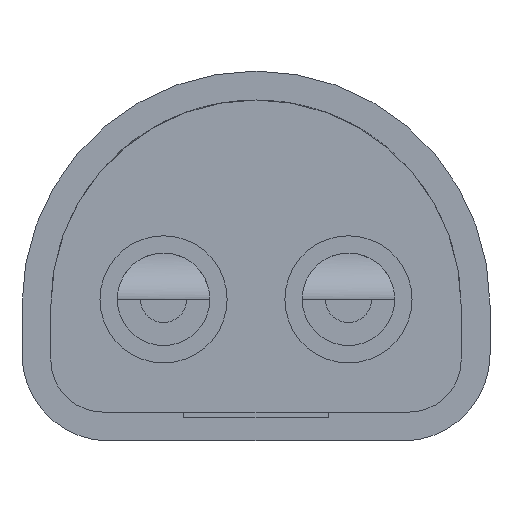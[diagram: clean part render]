
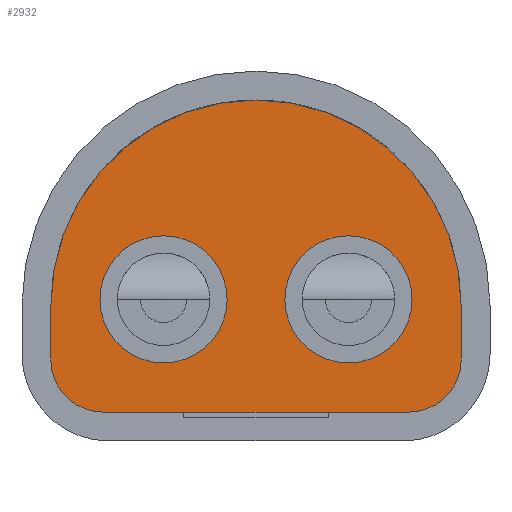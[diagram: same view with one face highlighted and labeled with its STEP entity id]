
A CAD part, front view. The second image highlights one B-rep face of the part: STEP entity #2932.
In plain terms, the highlighted planar face has unit normal (0, -1, 0).
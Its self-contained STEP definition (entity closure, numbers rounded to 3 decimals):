
#639=CARTESIAN_POINT('',(-1.6,-1.,0.));
#640=DIRECTION('',(0.,1.,0.));
#641=DIRECTION('',(-1.,0.,0.));
#642=AXIS2_PLACEMENT_3D('',#639,#640,#641);
#644=CARTESIAN_POINT('',(-1.6,-1.,0.));
#645=DIRECTION('',(0.,1.,0.));
#646=DIRECTION('',(1.,0.,0.));
#647=AXIS2_PLACEMENT_3D('',#644,#645,#646);
#649=CARTESIAN_POINT('',(1.6,-1.,0.));
#650=DIRECTION('',(0.,1.,0.));
#651=DIRECTION('',(-1.,0.,0.));
#652=AXIS2_PLACEMENT_3D('',#649,#650,#651);
#654=CARTESIAN_POINT('',(1.6,-1.,0.));
#655=DIRECTION('',(0.,1.,0.));
#656=DIRECTION('',(1.,0.,0.));
#657=AXIS2_PLACEMENT_3D('',#654,#655,#656);
#659=CARTESIAN_POINT('',(2.65,-1.,-1.05));
#660=DIRECTION('',(0.,-1.,0.));
#661=DIRECTION('',(0.,0.,-1.));
#662=AXIS2_PLACEMENT_3D('',#659,#660,#661);
#664=DIRECTION('',(-1.,0.,0.));
#665=VECTOR('',#664,5.3);
#666=CARTESIAN_POINT('',(2.65,-1.,-1.95));
#667=LINE('',#666,#665);
#668=CARTESIAN_POINT('',(-2.65,-1.,-1.05));
#669=DIRECTION('',(0.,-1.,0.));
#670=DIRECTION('',(-1.,0.,0.));
#671=AXIS2_PLACEMENT_3D('',#668,#669,#670);
#673=DIRECTION('',(0.,0.,1.));
#674=VECTOR('',#673,0.95);
#675=CARTESIAN_POINT('',(-3.55,-1.,-1.05));
#676=LINE('',#675,#674);
#677=CARTESIAN_POINT('',(0.,-1.,-0.1));
#678=DIRECTION('',(0.,1.,0.));
#679=DIRECTION('',(-1.,0.,0.));
#680=AXIS2_PLACEMENT_3D('',#677,#678,#679);
#682=DIRECTION('',(0.,0.,-1.));
#683=VECTOR('',#682,0.95);
#684=CARTESIAN_POINT('',(3.55,-1.,-0.1));
#685=LINE('',#684,#683);
#2377=CARTESIAN_POINT('',(-3.55,-1.,-0.1));
#2378=CARTESIAN_POINT('',(3.55,-1.,-0.1));
#2379=VERTEX_POINT('',#2377);
#2380=VERTEX_POINT('',#2378);
#2401=CARTESIAN_POINT('',(-2.2,-1.,0.));
#2402=CARTESIAN_POINT('',(-1.,-1.,0.));
#2403=VERTEX_POINT('',#2401);
#2404=VERTEX_POINT('',#2402);
#2405=CARTESIAN_POINT('',(1.,-1.,0.));
#2406=CARTESIAN_POINT('',(2.2,-1.,0.));
#2407=VERTEX_POINT('',#2405);
#2408=VERTEX_POINT('',#2406);
#2429=CARTESIAN_POINT('',(2.65,-1.,-1.95));
#2430=CARTESIAN_POINT('',(3.55,-1.,-1.05));
#2431=VERTEX_POINT('',#2429);
#2432=VERTEX_POINT('',#2430);
#2437=CARTESIAN_POINT('',(-3.55,-1.,-1.05));
#2438=CARTESIAN_POINT('',(-2.65,-1.,-1.95));
#2439=VERTEX_POINT('',#2437);
#2440=VERTEX_POINT('',#2438);
#2901=CARTESIAN_POINT('',(-1.6,-1.,0.));
#2902=DIRECTION('',(0.,1.,0.));
#2903=DIRECTION('',(-1.,0.,0.));
#2904=AXIS2_PLACEMENT_3D('',#2901,#2902,#2903);
#2905=PLANE('',#2904);
#2907=ORIENTED_EDGE('',*,*,#2906,.F.);
#2909=ORIENTED_EDGE('',*,*,#2908,.T.);
#2911=ORIENTED_EDGE('',*,*,#2910,.F.);
#2913=ORIENTED_EDGE('',*,*,#2912,.T.);
#2915=ORIENTED_EDGE('',*,*,#2914,.T.);
#2917=ORIENTED_EDGE('',*,*,#2916,.T.);
#2918=EDGE_LOOP('',(#2907,#2909,#2911,#2913,#2915,#2917));
#2919=FACE_OUTER_BOUND('',#2918,.F.);
#2921=ORIENTED_EDGE('',*,*,#2920,.F.);
#2923=ORIENTED_EDGE('',*,*,#2922,.F.);
#2924=EDGE_LOOP('',(#2921,#2923));
#2925=FACE_BOUND('',#2924,.F.);
#2927=ORIENTED_EDGE('',*,*,#2926,.F.);
#2929=ORIENTED_EDGE('',*,*,#2928,.F.);
#2930=EDGE_LOOP('',(#2927,#2929));
#2931=FACE_BOUND('',#2930,.F.);
#2932=ADVANCED_FACE('',(#2919,#2925,#2931),#2905,.F.);
#643=CIRCLE('',#642,0.6);
#648=CIRCLE('',#647,0.6);
#653=CIRCLE('',#652,0.6);
#658=CIRCLE('',#657,0.6);
#663=CIRCLE('',#662,0.9);
#672=CIRCLE('',#671,0.9);
#681=CIRCLE('',#680,3.55);
#2906=EDGE_CURVE('',#2431,#2432,#663,.T.);
#2908=EDGE_CURVE('',#2431,#2440,#667,.T.);
#2910=EDGE_CURVE('',#2439,#2440,#672,.T.);
#2912=EDGE_CURVE('',#2439,#2379,#676,.T.);
#2914=EDGE_CURVE('',#2379,#2380,#681,.T.);
#2916=EDGE_CURVE('',#2380,#2432,#685,.T.);
#2920=EDGE_CURVE('',#2407,#2408,#653,.T.);
#2922=EDGE_CURVE('',#2408,#2407,#658,.T.);
#2926=EDGE_CURVE('',#2403,#2404,#643,.T.);
#2928=EDGE_CURVE('',#2404,#2403,#648,.T.);
